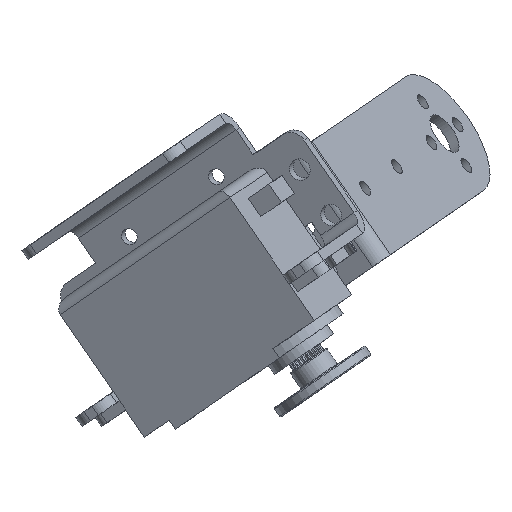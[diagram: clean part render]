
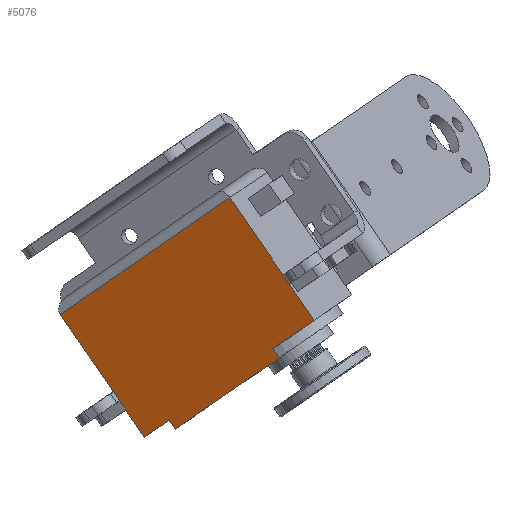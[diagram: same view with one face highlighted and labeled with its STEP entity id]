
A CAD part, front view. The second image highlights one B-rep face of the part: STEP entity #5076.
In plain terms, the highlighted planar face has unit normal (-0.338, -0.912, -0.233).
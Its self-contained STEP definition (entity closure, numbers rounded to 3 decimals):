
#470=LINE('',#7826,#885);
#553=LINE('',#8075,#968);
#560=LINE('',#8092,#975);
#562=LINE('',#8102,#977);
#564=LINE('',#8106,#979);
#567=LINE('',#8113,#982);
#612=LINE('',#8195,#1027);
#619=LINE('',#8209,#1034);
#885=VECTOR('',#6339,1000.);
#968=VECTOR('',#6594,1000.);
#975=VECTOR('',#6609,1000.);
#977=VECTOR('',#6621,1000.);
#979=VECTOR('',#6625,1000.);
#982=VECTOR('',#6632,1000.);
#1027=VECTOR('',#6713,1000.);
#1034=VECTOR('',#6730,1000.);
#1317=FACE_OUTER_BOUND('',#1674,.T.);
#1674=EDGE_LOOP('',(#4128,#4129,#4130,#4131,#4132,#4133,#4134,#4135));
#2323=VERTEX_POINT('',#7819);
#2325=VERTEX_POINT('',#7825);
#2404=VERTEX_POINT('',#8072);
#2405=VERTEX_POINT('',#8074);
#2411=VERTEX_POINT('',#8090);
#2414=VERTEX_POINT('',#8100);
#2415=VERTEX_POINT('',#8104);
#2417=VERTEX_POINT('',#8112);
#2852=EDGE_CURVE('',#2323,#2325,#470,.T.);
#2971=EDGE_CURVE('',#2405,#2404,#553,.T.);
#2980=EDGE_CURVE('',#2411,#2404,#560,.T.);
#2985=EDGE_CURVE('',#2414,#2411,#562,.T.);
#2987=EDGE_CURVE('',#2415,#2414,#564,.T.);
#2990=EDGE_CURVE('',#2405,#2417,#567,.T.);
#3035=EDGE_CURVE('',#2325,#2415,#612,.T.);
#3042=EDGE_CURVE('',#2323,#2417,#619,.T.);
#4128=ORIENTED_EDGE('',*,*,#2852,.F.);
#4129=ORIENTED_EDGE('',*,*,#3042,.T.);
#4130=ORIENTED_EDGE('',*,*,#2990,.F.);
#4131=ORIENTED_EDGE('',*,*,#2971,.T.);
#4132=ORIENTED_EDGE('',*,*,#2980,.F.);
#4133=ORIENTED_EDGE('',*,*,#2985,.F.);
#4134=ORIENTED_EDGE('',*,*,#2987,.F.);
#4135=ORIENTED_EDGE('',*,*,#3035,.F.);
#4695=PLANE('',#5522);
#5076=ADVANCED_FACE('',(#1317),#4695,.T.);
#5522=AXIS2_PLACEMENT_3D('',#8210,#6731,#6732);
#6339=DIRECTION('',(0.751,-0.41,0.517));
#6594=DIRECTION('',(0.567,0.,-0.824));
#6609=DIRECTION('',(-0.751,0.41,-0.517));
#6621=DIRECTION('',(0.567,0.,-0.824));
#6625=DIRECTION('',(-0.751,0.41,-0.517));
#6632=DIRECTION('',(-0.751,0.41,-0.517));
#6713=DIRECTION('',(0.567,0.,-0.824));
#6730=DIRECTION('',(0.567,0.,-0.824));
#6731=DIRECTION('center_axis',(-0.338,-0.912,-0.233));
#6732=DIRECTION('ref_axis',(-0.751,0.41,-0.517));
#7819=CARTESIAN_POINT('',(-84.038,148.336,19.188));
#7825=CARTESIAN_POINT('',(-53.234,131.51,40.378));
#7826=CARTESIAN_POINT('',(-60.935,135.716,35.08));
#8072=CARTESIAN_POINT('',(-63.094,145.874,-1.604));
#8074=CARTESIAN_POINT('',(-64.228,145.874,0.044));
#8075=CARTESIAN_POINT('',(-64.228,145.874,0.044));
#8090=CARTESIAN_POINT('',(-44.311,135.614,11.317));
#8092=CARTESIAN_POINT('',(-44.311,135.614,11.317));
#8100=CARTESIAN_POINT('',(-45.445,135.614,12.965));
#8102=CARTESIAN_POINT('',(-45.445,135.614,12.965));
#8104=CARTESIAN_POINT('',(-37.932,131.51,18.133));
#8106=CARTESIAN_POINT('',(-68.735,148.336,-3.057));
#8112=CARTESIAN_POINT('',(-68.735,148.336,-3.057));
#8113=CARTESIAN_POINT('',(-68.735,148.336,-3.057));
#8195=CARTESIAN_POINT('',(-54.368,131.51,42.026));
#8209=CARTESIAN_POINT('',(-85.171,148.336,20.836));
#8210=CARTESIAN_POINT('Origin',(-54.368,131.51,42.026));
